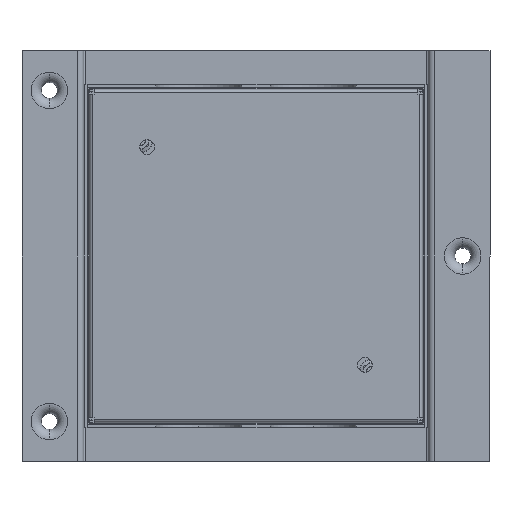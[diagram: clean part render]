
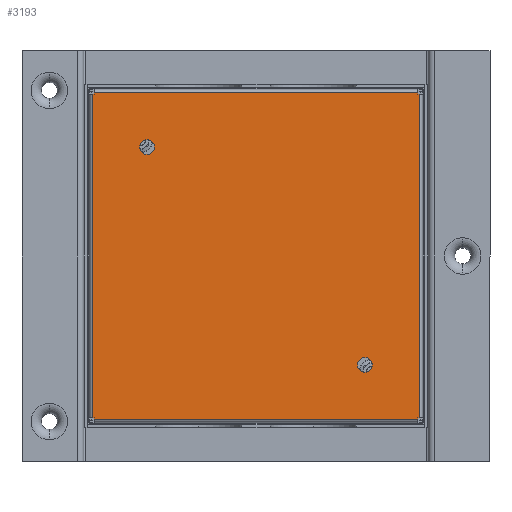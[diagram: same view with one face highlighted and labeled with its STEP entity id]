
A CAD part, front view. The second image highlights one B-rep face of the part: STEP entity #3193.
In plain terms, the highlighted planar face has unit normal (0, -1, 0).
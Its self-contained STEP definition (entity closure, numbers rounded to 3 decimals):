
#14 = LINE ( 'NONE', #8035, #476 ) ;
#126 = LINE ( 'NONE', #10250, #7031 ) ;
#227 = CARTESIAN_POINT ( 'NONE',  ( 70.92, 0., 71.4 ) ) ;
#381 = VERTEX_POINT ( 'NONE', #10712 ) ;
#476 = VECTOR ( 'NONE', #15425, 1000. ) ;
#498 = DIRECTION ( 'NONE',  ( 0., 0., 1. ) ) ;
#580 = VECTOR ( 'NONE', #4324, 1000. ) ;
#622 = EDGE_CURVE ( 'NONE', #9892, #7534, #2202, .T. ) ;
#681 = CIRCLE ( 'NONE', #14666, 3.25 ) ;
#811 = CARTESIAN_POINT ( 'NONE',  ( -47.73, 0., 47.73 ) ) ;
#1070 = ORIENTED_EDGE ( 'NONE', *, *, #1531, .F. ) ;
#1388 = DIRECTION ( 'NONE',  ( 0., 0., -1. ) ) ;
#1529 = DIRECTION ( 'NONE',  ( 0., 0., -1. ) ) ;
#1531 = EDGE_CURVE ( 'NONE', #2119, #12150, #6489, .T. ) ;
#1642 = VERTEX_POINT ( 'NONE', #14218 ) ;
#1825 = ORIENTED_EDGE ( 'NONE', *, *, #15547, .F. ) ;
#1949 = CARTESIAN_POINT ( 'NONE',  ( -71.4, 0., 70.92 ) ) ;
#2025 = CARTESIAN_POINT ( 'NONE',  ( -70.92, 0., 0. ) ) ;
#2034 = EDGE_CURVE ( 'NONE', #381, #10567, #14, .T. ) ;
#2099 = EDGE_CURVE ( 'NONE', #11268, #5401, #7136, .T. ) ;
#2119 = VERTEX_POINT ( 'NONE', #6521 ) ;
#2138 = DIRECTION ( 'NONE',  ( 0., 1., 0. ) ) ;
#2202 = CIRCLE ( 'NONE', #11289, 3.25 ) ;
#2306 = CARTESIAN_POINT ( 'NONE',  ( 0., 0., -70.92 ) ) ;
#2640 = VERTEX_POINT ( 'NONE', #4116 ) ;
#3193 = ADVANCED_FACE ( 'NONE', ( #15798, #8019, #6663 ), #6354, .F. ) ;
#3298 = DIRECTION ( 'NONE',  ( 0., 0., 1. ) ) ;
#3383 = CIRCLE ( 'NONE', #8483, 3.25 ) ;
#3415 = VERTEX_POINT ( 'NONE', #11764 ) ;
#3532 = CARTESIAN_POINT ( 'NONE',  ( 47.73, 0., -50.98 ) ) ;
#3552 = DIRECTION ( 'NONE',  ( 0., 1., 0. ) ) ;
#3593 = VERTEX_POINT ( 'NONE', #17056 ) ;
#3624 = CARTESIAN_POINT ( 'NONE',  ( 0., 0., 70.92 ) ) ;
#3633 = CARTESIAN_POINT ( 'NONE',  ( 0., 0., 70.92 ) ) ;
#3760 = VERTEX_POINT ( 'NONE', #15247 ) ;
#3766 = DIRECTION ( 'NONE',  ( 0., 1., 0. ) ) ;
#3810 = DIRECTION ( 'NONE',  ( 0., 0., 1. ) ) ;
#3840 = LINE ( 'NONE', #3624, #14750 ) ;
#4116 = CARTESIAN_POINT ( 'NONE',  ( -70.92, 0., -70.92 ) ) ;
#4228 = ORIENTED_EDGE ( 'NONE', *, *, #4544, .F. ) ;
#4324 = DIRECTION ( 'NONE',  ( -1., 0., 0. ) ) ;
#4396 = EDGE_CURVE ( 'NONE', #12815, #6809, #3383, .T. ) ;
#4431 = CARTESIAN_POINT ( 'NONE',  ( -70.92, 0., 70.92 ) ) ;
#4544 = EDGE_CURVE ( 'NONE', #3760, #2640, #12239, .T. ) ;
#4907 = EDGE_CURVE ( 'NONE', #3593, #2119, #3840, .T. ) ;
#5149 = DIRECTION ( 'NONE',  ( 0., 0., -1. ) ) ;
#5305 = ORIENTED_EDGE ( 'NONE', *, *, #4907, .F. ) ;
#5341 = EDGE_CURVE ( 'NONE', #10567, #3593, #17492, .T. ) ;
#5401 = VERTEX_POINT ( 'NONE', #4431 ) ;
#5658 = CARTESIAN_POINT ( 'NONE',  ( 70.92, 0., 0. ) ) ;
#5921 = VECTOR ( 'NONE', #3810, 1000. ) ;
#6232 = VECTOR ( 'NONE', #9518, 1000. ) ;
#6354 = PLANE ( 'NONE',  #9232 ) ;
#6368 = CARTESIAN_POINT ( 'NONE',  ( 47.73, 0., -47.73 ) ) ;
#6489 = LINE ( 'NONE', #16725, #17645 ) ;
#6518 = CARTESIAN_POINT ( 'NONE',  ( 47.73, 0., -47.73 ) ) ;
#6521 = CARTESIAN_POINT ( 'NONE',  ( 71.4, 0., 70.92 ) ) ;
#6590 = DIRECTION ( 'NONE',  ( 0., 0., -1. ) ) ;
#6663 = FACE_OUTER_BOUND ( 'NONE', #9520, .T. ) ;
#6744 = ORIENTED_EDGE ( 'NONE', *, *, #2034, .F. ) ;
#6784 = CARTESIAN_POINT ( 'NONE',  ( 47.73, 0., -44.48 ) ) ;
#6809 = VERTEX_POINT ( 'NONE', #3532 ) ;
#7031 = VECTOR ( 'NONE', #1529, 1000. ) ;
#7136 = LINE ( 'NONE', #3633, #14198 ) ;
#7168 = EDGE_CURVE ( 'NONE', #3415, #11268, #10133, .T. ) ;
#7534 = VERTEX_POINT ( 'NONE', #13064 ) ;
#7550 = CARTESIAN_POINT ( 'NONE',  ( 71.4, 0., -70.92 ) ) ;
#7656 = VECTOR ( 'NONE', #11975, 1000. ) ;
#7720 = ORIENTED_EDGE ( 'NONE', *, *, #14693, .F. ) ;
#7737 = CARTESIAN_POINT ( 'NONE',  ( -47.73, 0., 50.98 ) ) ;
#7820 = DIRECTION ( 'NONE',  ( 0., 1., 0. ) ) ;
#7936 = CARTESIAN_POINT ( 'NONE',  ( -71.4, 0., -70.92 ) ) ;
#8019 = FACE_BOUND ( 'NONE', #8070, .T. ) ;
#8035 = CARTESIAN_POINT ( 'NONE',  ( -70.92, 0., 71.4 ) ) ;
#8070 = EDGE_LOOP ( 'NONE', ( #8781, #17936 ) ) ;
#8098 = ORIENTED_EDGE ( 'NONE', *, *, #11913, .F. ) ;
#8483 = AXIS2_PLACEMENT_3D ( 'NONE', #6368, #3552, #3298 ) ;
#8781 = ORIENTED_EDGE ( 'NONE', *, *, #4396, .T. ) ;
#9129 = EDGE_CURVE ( 'NONE', #2640, #3415, #10274, .T. ) ;
#9232 = AXIS2_PLACEMENT_3D ( 'NONE', #16538, #7820, #498 ) ;
#9401 = DIRECTION ( 'NONE',  ( 0., 0., 1. ) ) ;
#9518 = DIRECTION ( 'NONE',  ( -1., 0., 0. ) ) ;
#9520 = EDGE_LOOP ( 'NONE', ( #9707, #14113, #4228, #8098, #15065, #7720, #1070, #5305, #11160, #6744, #1825, #14225 ) ) ;
#9652 = EDGE_CURVE ( 'NONE', #6809, #12815, #681, .T. ) ;
#9707 = ORIENTED_EDGE ( 'NONE', *, *, #7168, .F. ) ;
#9728 = VECTOR ( 'NONE', #1388, 1000. ) ;
#9892 = VERTEX_POINT ( 'NONE', #7737 ) ;
#9948 = ORIENTED_EDGE ( 'NONE', *, *, #12378, .T. ) ;
#10063 = CARTESIAN_POINT ( 'NONE',  ( 70.92, 0., -70.92 ) ) ;
#10133 = LINE ( 'NONE', #7936, #7656 ) ;
#10250 = CARTESIAN_POINT ( 'NONE',  ( 70.92, 0., 0. ) ) ;
#10274 = LINE ( 'NONE', #2306, #6232 ) ;
#10527 = VECTOR ( 'NONE', #12399, 1000. ) ;
#10567 = VERTEX_POINT ( 'NONE', #227 ) ;
#10712 = CARTESIAN_POINT ( 'NONE',  ( -70.92, 0., 71.4 ) ) ;
#11048 = DIRECTION ( 'NONE',  ( -1., 0., 0. ) ) ;
#11160 = ORIENTED_EDGE ( 'NONE', *, *, #5341, .F. ) ;
#11268 = VERTEX_POINT ( 'NONE', #1949 ) ;
#11289 = AXIS2_PLACEMENT_3D ( 'NONE', #18091, #3766, #6590 ) ;
#11764 = CARTESIAN_POINT ( 'NONE',  ( -71.4, 0., -70.92 ) ) ;
#11913 = EDGE_CURVE ( 'NONE', #1642, #3760, #17731, .T. ) ;
#11936 = LINE ( 'NONE', #17030, #14932 ) ;
#11975 = DIRECTION ( 'NONE',  ( 0., 0., 1. ) ) ;
#12150 = VERTEX_POINT ( 'NONE', #7550 ) ;
#12239 = LINE ( 'NONE', #16880, #5921 ) ;
#12251 = DIRECTION ( 'NONE',  ( 1., 0., 0. ) ) ;
#12378 = EDGE_CURVE ( 'NONE', #7534, #9892, #15020, .T. ) ;
#12399 = DIRECTION ( 'NONE',  ( 0., 0., 1. ) ) ;
#12815 = VERTEX_POINT ( 'NONE', #6784 ) ;
#13064 = CARTESIAN_POINT ( 'NONE',  ( -47.73, 0., 44.48 ) ) ;
#13624 = EDGE_CURVE ( 'NONE', #18259, #1642, #126, .T. ) ;
#13748 = AXIS2_PLACEMENT_3D ( 'NONE', #811, #18308, #5149 ) ;
#13823 = DIRECTION ( 'NONE',  ( 0., 0., -1. ) ) ;
#14113 = ORIENTED_EDGE ( 'NONE', *, *, #9129, .F. ) ;
#14198 = VECTOR ( 'NONE', #15494, 1000. ) ;
#14218 = CARTESIAN_POINT ( 'NONE',  ( 70.92, 0., -71.4 ) ) ;
#14225 = ORIENTED_EDGE ( 'NONE', *, *, #2099, .F. ) ;
#14666 = AXIS2_PLACEMENT_3D ( 'NONE', #6518, #2138, #9401 ) ;
#14693 = EDGE_CURVE ( 'NONE', #12150, #18259, #11936, .T. ) ;
#14750 = VECTOR ( 'NONE', #12251, 1000. ) ;
#14932 = VECTOR ( 'NONE', #11048, 1000. ) ;
#15020 = CIRCLE ( 'NONE', #13748, 3.25 ) ;
#15065 = ORIENTED_EDGE ( 'NONE', *, *, #13624, .F. ) ;
#15247 = CARTESIAN_POINT ( 'NONE',  ( -70.92, 0., -71.4 ) ) ;
#15425 = DIRECTION ( 'NONE',  ( 1., 0., 0. ) ) ;
#15494 = DIRECTION ( 'NONE',  ( 1., 0., 0. ) ) ;
#15547 = EDGE_CURVE ( 'NONE', #5401, #381, #18314, .T. ) ;
#15798 = FACE_BOUND ( 'NONE', #18730, .T. ) ;
#15991 = CARTESIAN_POINT ( 'NONE',  ( 70.92, 0., -71.4 ) ) ;
#16538 = CARTESIAN_POINT ( 'NONE',  ( 0., 0., 0. ) ) ;
#16725 = CARTESIAN_POINT ( 'NONE',  ( 71.4, 0., 70.92 ) ) ;
#16880 = CARTESIAN_POINT ( 'NONE',  ( -70.92, 0., 0. ) ) ;
#17030 = CARTESIAN_POINT ( 'NONE',  ( 0., 0., -70.92 ) ) ;
#17056 = CARTESIAN_POINT ( 'NONE',  ( 70.92, 0., 70.92 ) ) ;
#17181 = ORIENTED_EDGE ( 'NONE', *, *, #622, .T. ) ;
#17492 = LINE ( 'NONE', #5658, #9728 ) ;
#17645 = VECTOR ( 'NONE', #13823, 1000. ) ;
#17731 = LINE ( 'NONE', #15991, #580 ) ;
#17936 = ORIENTED_EDGE ( 'NONE', *, *, #9652, .T. ) ;
#18091 = CARTESIAN_POINT ( 'NONE',  ( -47.73, 0., 47.73 ) ) ;
#18259 = VERTEX_POINT ( 'NONE', #10063 ) ;
#18308 = DIRECTION ( 'NONE',  ( 0., 1., 0. ) ) ;
#18314 = LINE ( 'NONE', #2025, #10527 ) ;
#18730 = EDGE_LOOP ( 'NONE', ( #17181, #9948 ) ) ;
